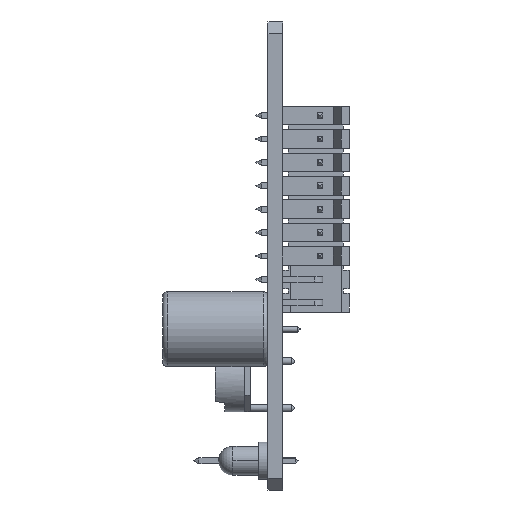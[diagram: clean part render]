
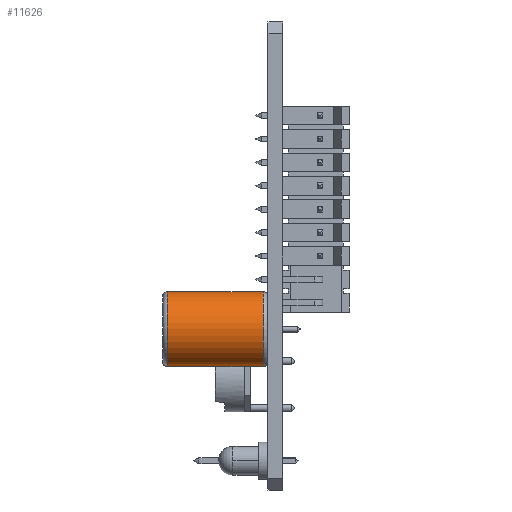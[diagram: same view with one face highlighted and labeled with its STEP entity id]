
A CAD part, left-side view. The second image highlights one B-rep face of the part: STEP entity #11626.
In plain terms, the highlighted cylindrical face has radius 4.064 mm (diameter 8.128 mm), a partial arc.
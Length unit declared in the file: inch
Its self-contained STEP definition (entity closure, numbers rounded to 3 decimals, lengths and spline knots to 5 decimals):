
#537 = CARTESIAN_POINT ( 'NONE',  ( 0., 0.02, 0.16 ) ) ;
#6524 = CARTESIAN_POINT ( 'NONE',  ( 0., 0.43, 0. ) ) ;
#6978 = CARTESIAN_POINT ( 'NONE',  ( 0., 0.43, 0.16 ) ) ;
#8504 = DIRECTION ( 'NONE',  ( 0., -1., 0. ) ) ;
#9518 = CYLINDRICAL_SURFACE ( 'NONE', #36128, 0.16 ) ;
#9658 = EDGE_CURVE ( 'NONE', #20795, #11095, #18923, .T. ) ;
#10178 = AXIS2_PLACEMENT_3D ( 'NONE', #34682, #16568, #37701 ) ;
#11095 = VERTEX_POINT ( 'NONE', #24341 ) ;
#11126 = DIRECTION ( 'NONE',  ( 0., 0., -1. ) ) ;
#11596 = CIRCLE ( 'NONE', #10178, 0.16 ) ;
#11626 = ADVANCED_FACE ( 'NONE', ( #13292 ), #9518, .T. ) ;
#12368 = CARTESIAN_POINT ( 'NONE',  ( 0., 0.45, -0.16 ) ) ;
#12658 = EDGE_LOOP ( 'NONE', ( #15096, #16596, #20221, #17569 ) ) ;
#13292 = FACE_OUTER_BOUND ( 'NONE', #12658, .T. ) ;
#13581 = EDGE_CURVE ( 'NONE', #11095, #18349, #11596, .T. ) ;
#14035 = DIRECTION ( 'NONE',  ( 0., -1., 0. ) ) ;
#15096 = ORIENTED_EDGE ( 'NONE', *, *, #31389, .F. ) ;
#16568 = DIRECTION ( 'NONE',  ( 0., 1., 0. ) ) ;
#16596 = ORIENTED_EDGE ( 'NONE', *, *, #30253, .T. ) ;
#17569 = ORIENTED_EDGE ( 'NONE', *, *, #13581, .T. ) ;
#18349 = VERTEX_POINT ( 'NONE', #537 ) ;
#18923 = LINE ( 'NONE', #12368, #35006 ) ;
#19981 = CARTESIAN_POINT ( 'NONE',  ( 0., 0.45, 0. ) ) ;
#20221 = ORIENTED_EDGE ( 'NONE', *, *, #9658, .T. ) ;
#20795 = VERTEX_POINT ( 'NONE', #34441 ) ;
#21310 = CIRCLE ( 'NONE', #37492, 0.16 ) ;
#24341 = CARTESIAN_POINT ( 'NONE',  ( 0., 0.02, -0.16 ) ) ;
#28978 = CARTESIAN_POINT ( 'NONE',  ( 0., 0.45, 0.16 ) ) ;
#29611 = DIRECTION ( 'NONE',  ( 0., 0., 1. ) ) ;
#30253 = EDGE_CURVE ( 'NONE', #32883, #20795, #21310, .T. ) ;
#30424 = VECTOR ( 'NONE', #35102, 39.37008 ) ;
#31389 = EDGE_CURVE ( 'NONE', #32883, #18349, #38430, .T. ) ;
#32883 = VERTEX_POINT ( 'NONE', #6978 ) ;
#33538 = DIRECTION ( 'NONE',  ( 0., -1., 0. ) ) ;
#34441 = CARTESIAN_POINT ( 'NONE',  ( 0., 0.43, -0.16 ) ) ;
#34682 = CARTESIAN_POINT ( 'NONE',  ( 0., 0.02, 0. ) ) ;
#35006 = VECTOR ( 'NONE', #33538, 39.37008 ) ;
#35102 = DIRECTION ( 'NONE',  ( 0., -1., 0. ) ) ;
#36128 = AXIS2_PLACEMENT_3D ( 'NONE', #19981, #14035, #11126 ) ;
#37492 = AXIS2_PLACEMENT_3D ( 'NONE', #6524, #8504, #29611 ) ;
#37701 = DIRECTION ( 'NONE',  ( 0., 0., 1. ) ) ;
#38430 = LINE ( 'NONE', #28978, #30424 ) ;
